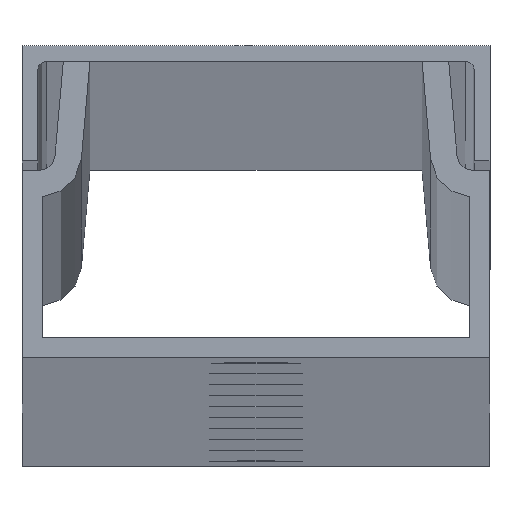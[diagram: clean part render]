
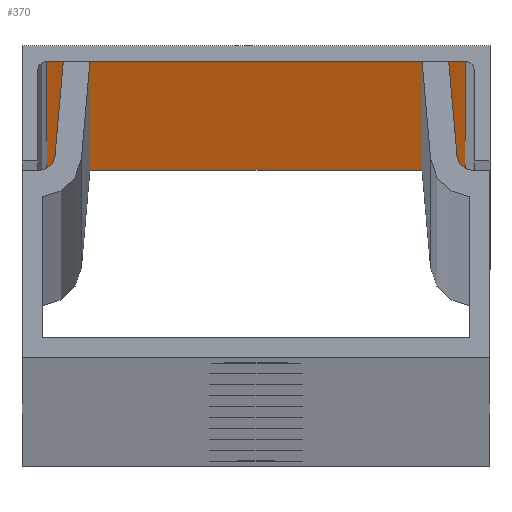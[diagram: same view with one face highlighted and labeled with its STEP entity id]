
A CAD part, top view. The second image highlights one B-rep face of the part: STEP entity #370.
In plain terms, the highlighted planar face has unit normal (0, -1, 0).
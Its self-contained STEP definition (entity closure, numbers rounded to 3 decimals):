
#5 = DIRECTION ( 'NONE',  ( 1., 0., 0. ) ) ;
#78 = CARTESIAN_POINT ( 'NONE',  ( 6.7, 9.5, -1000. ) ) ;
#111 = ORIENTED_EDGE ( 'NONE', *, *, #369, .F. ) ;
#116 = DIRECTION ( 'NONE',  ( 1., 0., 0. ) ) ;
#155 = VERTEX_POINT ( 'NONE', #1492 ) ;
#158 = ORIENTED_EDGE ( 'NONE', *, *, #336, .T. ) ;
#217 = LINE ( 'NONE', #968, #1181 ) ;
#226 = CARTESIAN_POINT ( 'NONE',  ( -6.7, 9.5, -1000. ) ) ;
#276 = DIRECTION ( 'NONE',  ( 0., 0., 1. ) ) ;
#336 = EDGE_CURVE ( 'NONE', #155, #1404, #1059, .T. ) ;
#369 = EDGE_CURVE ( 'NONE', #606, #1404, #217, .T. ) ;
#370 = ADVANCED_FACE ( 'NONE', ( #1539 ), #1212, .T. ) ;
#407 = CARTESIAN_POINT ( 'NONE',  ( 5.323, 9.5, -1000. ) ) ;
#408 = DIRECTION ( 'NONE',  ( 0., -1., 0. ) ) ;
#414 = LINE ( 'NONE', #78, #418 ) ;
#418 = VECTOR ( 'NONE', #5, 1000. ) ;
#606 = VERTEX_POINT ( 'NONE', #1373 ) ;
#649 = VERTEX_POINT ( 'NONE', #866 ) ;
#866 = CARTESIAN_POINT ( 'NONE',  ( -6.7, 9.5, -1000. ) ) ;
#876 = LINE ( 'NONE', #226, #1287 ) ;
#880 = EDGE_CURVE ( 'NONE', #649, #155, #414, .T. ) ;
#935 = AXIS2_PLACEMENT_3D ( 'NONE', #407, #408, #116 ) ;
#968 = CARTESIAN_POINT ( 'NONE',  ( 6.7, 9.5, 1000. ) ) ;
#1003 = ORIENTED_EDGE ( 'NONE', *, *, #1725, .F. ) ;
#1012 = EDGE_LOOP ( 'NONE', ( #1494, #158, #111, #1003 ) ) ;
#1059 = LINE ( 'NONE', #1711, #1187 ) ;
#1120 = DIRECTION ( 'NONE',  ( 0., 0., 1. ) ) ;
#1181 = VECTOR ( 'NONE', #1669, 1000. ) ;
#1187 = VECTOR ( 'NONE', #276, 1000. ) ;
#1202 = CARTESIAN_POINT ( 'NONE',  ( 6.7, 9.5, 1000. ) ) ;
#1212 = PLANE ( 'NONE',  #935 ) ;
#1287 = VECTOR ( 'NONE', #1120, 1000. ) ;
#1373 = CARTESIAN_POINT ( 'NONE',  ( -6.7, 9.5, 1000. ) ) ;
#1404 = VERTEX_POINT ( 'NONE', #1202 ) ;
#1492 = CARTESIAN_POINT ( 'NONE',  ( 6.7, 9.5, -1000. ) ) ;
#1494 = ORIENTED_EDGE ( 'NONE', *, *, #880, .T. ) ;
#1539 = FACE_OUTER_BOUND ( 'NONE', #1012, .T. ) ;
#1669 = DIRECTION ( 'NONE',  ( 1., 0., 0. ) ) ;
#1711 = CARTESIAN_POINT ( 'NONE',  ( 6.7, 9.5, -1000. ) ) ;
#1725 = EDGE_CURVE ( 'NONE', #649, #606, #876, .T. ) ;
